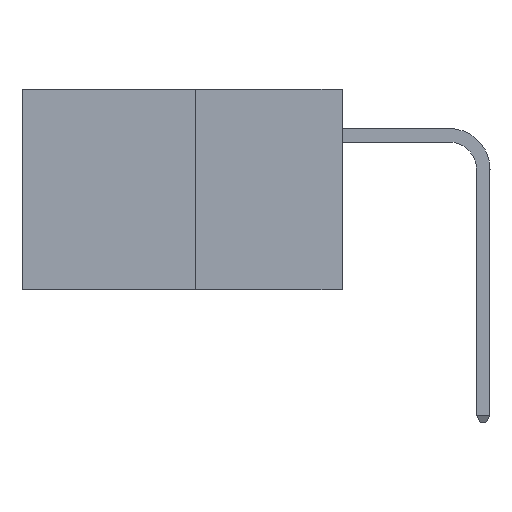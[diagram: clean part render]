
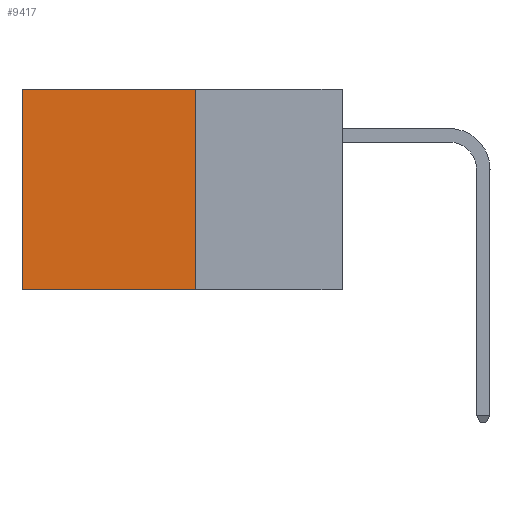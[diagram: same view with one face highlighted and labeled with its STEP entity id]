
A CAD part, left-side view. The second image highlights one B-rep face of the part: STEP entity #9417.
In plain terms, the highlighted planar face has unit normal (-1, 0, 0).
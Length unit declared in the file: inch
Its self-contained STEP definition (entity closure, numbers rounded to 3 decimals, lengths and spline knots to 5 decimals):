
#115 = CARTESIAN_POINT ( 'NONE',  ( 0.277, 0.27, -0.37 ) ) ;
#229 = VECTOR ( 'NONE', #7277, 39.37008 ) ;
#371 = CARTESIAN_POINT ( 'NONE',  ( 0.277, 0.27, -0.37 ) ) ;
#443 = DIRECTION ( 'NONE',  ( 0., 1., 0. ) ) ;
#665 = EDGE_CURVE ( 'NONE', #10193, #2438, #10816, .T. ) ;
#903 = DIRECTION ( 'NONE',  ( 0., 1., 0. ) ) ;
#2253 = CARTESIAN_POINT ( 'NONE',  ( 0.277, 0.59, -0.37 ) ) ;
#2438 = VERTEX_POINT ( 'NONE', #5713 ) ;
#2710 = VECTOR ( 'NONE', #443, 39.37008 ) ;
#3206 = ORIENTED_EDGE ( 'NONE', *, *, #10829, .F. ) ;
#3220 = ORIENTED_EDGE ( 'NONE', *, *, #665, .F. ) ;
#3375 = EDGE_CURVE ( 'NONE', #11993, #9736, #9476, .T. ) ;
#4659 = FACE_OUTER_BOUND ( 'NONE', #11472, .T. ) ;
#5713 = CARTESIAN_POINT ( 'NONE',  ( 0.277, 0.59, -0.37 ) ) ;
#5730 = CARTESIAN_POINT ( 'NONE',  ( 0.277, 0.27, -0.37 ) ) ;
#6105 = AXIS2_PLACEMENT_3D ( 'NONE', #5730, #12803, #6798 ) ;
#6671 = ORIENTED_EDGE ( 'NONE', *, *, #11477, .T. ) ;
#6798 = DIRECTION ( 'NONE',  ( 0., 0., -1. ) ) ;
#7168 = CARTESIAN_POINT ( 'NONE',  ( 0.277, 0.27, 0. ) ) ;
#7277 = DIRECTION ( 'NONE',  ( 0., 0., -1. ) ) ;
#8145 = ORIENTED_EDGE ( 'NONE', *, *, #3375, .T. ) ;
#9417 = ADVANCED_FACE ( 'NONE', ( #4659 ), #11834, .F. ) ;
#9476 = LINE ( 'NONE', #11538, #11454 ) ;
#9736 = VERTEX_POINT ( 'NONE', #11385 ) ;
#10193 = VERTEX_POINT ( 'NONE', #11241 ) ;
#10349 = VECTOR ( 'NONE', #10427, 39.37008 ) ;
#10427 = DIRECTION ( 'NONE',  ( 0., 0., -1. ) ) ;
#10816 = LINE ( 'NONE', #371, #2710 ) ;
#10829 = EDGE_CURVE ( 'NONE', #11993, #10193, #13043, .T. ) ;
#11241 = CARTESIAN_POINT ( 'NONE',  ( 0.277, 0.27, -0.37 ) ) ;
#11385 = CARTESIAN_POINT ( 'NONE',  ( 0.277, 0.59, 0. ) ) ;
#11454 = VECTOR ( 'NONE', #903, 39.37008 ) ;
#11472 = EDGE_LOOP ( 'NONE', ( #6671, #3220, #3206, #8145 ) ) ;
#11477 = EDGE_CURVE ( 'NONE', #9736, #2438, #12580, .T. ) ;
#11538 = CARTESIAN_POINT ( 'NONE',  ( 0.277, 0.27, 0. ) ) ;
#11834 = PLANE ( 'NONE',  #6105 ) ;
#11993 = VERTEX_POINT ( 'NONE', #7168 ) ;
#12580 = LINE ( 'NONE', #2253, #10349 ) ;
#12803 = DIRECTION ( 'NONE',  ( 1., 0., 0. ) ) ;
#13043 = LINE ( 'NONE', #115, #229 ) ;
